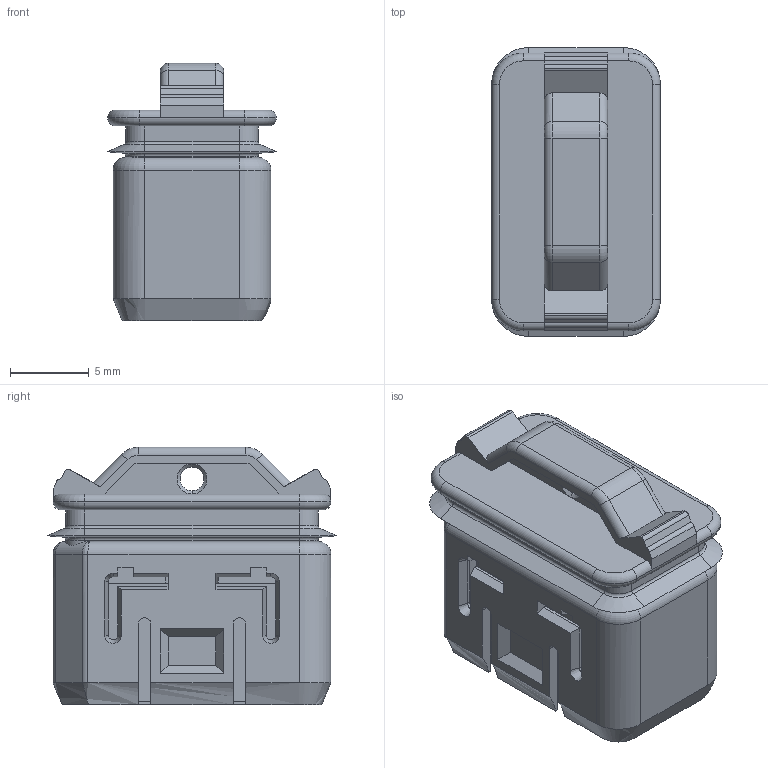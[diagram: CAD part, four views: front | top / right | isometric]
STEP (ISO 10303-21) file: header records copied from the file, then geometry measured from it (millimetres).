
FILE_DESCRIPTION(('STEP AP214'),'1');
FILE_NAME('cctmp_28BB44A1-A0D9-4638-8363-5EADD943B8A0_2023_07_24_16_36_21_0926..stp','2023-07-24T14:36:22',('SIEMENS A&D'),('CADClick - www.CADClick.com'),'Spatial InterOp 3D postprocessed',' ','unknown authorization');
FILE_SCHEMA(('AUTOMOTIVE_DESIGN'));
Length unit declared in the file: millimetre
Products named in the file (1): 2023_07_24_16_36_21_0911
Bounding box: 10.7 x 18.3 x 16.3 mm (x, y, z)
Volume: 1668.3 mm3; surface area: 2189.6 mm2
Topology: 1 solids, 1 shells, 351 faces, 881 edges, 540 vertices
Faces by surface type: plane 226, cylinder 70, torus 23, cone 20, bspline 12
Entity records: 12036 total; most frequent: CARTESIAN_POINT 2617, ORIENTED_EDGE 1758, DIRECTION 1680, EDGE_CURVE 879, LINE 668, VECTOR 668, VERTEX_POINT 540, AXIS2_PLACEMENT_3D 506
